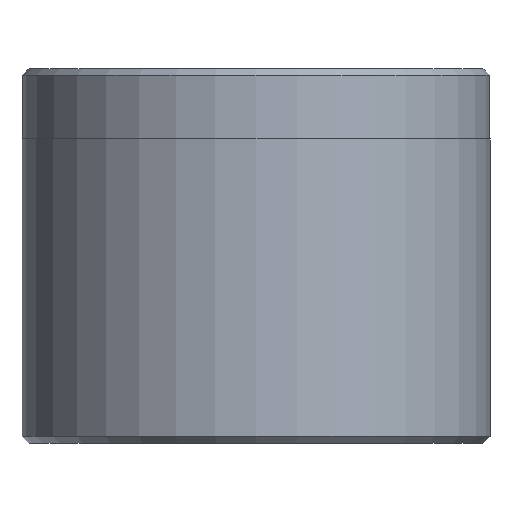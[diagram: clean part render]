
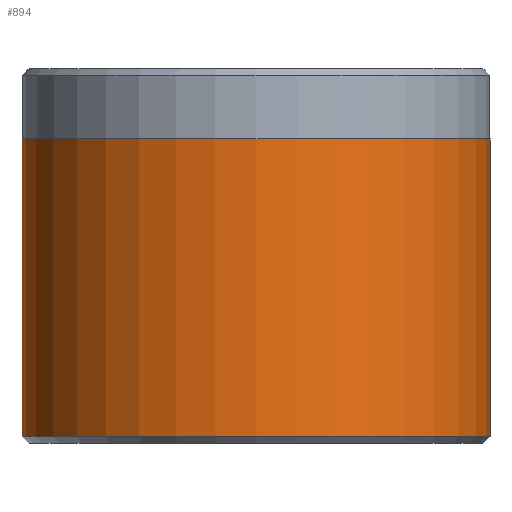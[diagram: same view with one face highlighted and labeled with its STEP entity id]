
A CAD part, front view. The second image highlights one B-rep face of the part: STEP entity #894.
In plain terms, the highlighted cylindrical face has radius 10 mm (diameter 20 mm), a partial arc.
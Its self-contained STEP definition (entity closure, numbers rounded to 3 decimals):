
#97 = VERTEX_POINT ( 'NONE', #1745 ) ;
#111 = DIRECTION ( 'NONE',  ( 0., 0., 1. ) ) ;
#158 = AXIS2_PLACEMENT_3D ( 'NONE', #517, #219, #983 ) ;
#170 = AXIS2_PLACEMENT_3D ( 'NONE', #982, #633, #1005 ) ;
#219 = DIRECTION ( 'NONE',  ( 0., 0., 1. ) ) ;
#240 = CIRCLE ( 'NONE', #158, 10. ) ;
#281 = CARTESIAN_POINT ( 'NONE',  ( 10., 0., 0.3 ) ) ;
#450 = CARTESIAN_POINT ( 'NONE',  ( -10., 0., 13. ) ) ;
#480 = EDGE_CURVE ( 'NONE', #1321, #521, #1022, .T. ) ;
#517 = CARTESIAN_POINT ( 'NONE',  ( 0., 0., 13. ) ) ;
#521 = VERTEX_POINT ( 'NONE', #281 ) ;
#555 = VECTOR ( 'NONE', #804, 1000. ) ;
#633 = DIRECTION ( 'NONE',  ( 0., 0., -1. ) ) ;
#684 = DIRECTION ( 'NONE',  ( 0., 0., -1. ) ) ;
#723 = CARTESIAN_POINT ( 'NONE',  ( 0., 0., 0.3 ) ) ;
#804 = DIRECTION ( 'NONE',  ( 0., 0., -1. ) ) ;
#869 = DIRECTION ( 'NONE',  ( 1., 0., 0. ) ) ;
#894 = ADVANCED_FACE ( 'NONE', ( #899 ), #1207, .T. ) ;
#899 = FACE_OUTER_BOUND ( 'NONE', #1854, .T. ) ;
#982 = CARTESIAN_POINT ( 'NONE',  ( 0., 0., 16. ) ) ;
#983 = DIRECTION ( 'NONE',  ( 1., 0., 0. ) ) ;
#1005 = DIRECTION ( 'NONE',  ( -1., 0., 0. ) ) ;
#1006 = AXIS2_PLACEMENT_3D ( 'NONE', #723, #111, #869 ) ;
#1011 = ORIENTED_EDGE ( 'NONE', *, *, #1934, .F. ) ;
#1022 = LINE ( 'NONE', #1891, #555 ) ;
#1046 = EDGE_CURVE ( 'NONE', #97, #521, #1419, .T. ) ;
#1098 = LINE ( 'NONE', #1438, #1463 ) ;
#1188 = ORIENTED_EDGE ( 'NONE', *, *, #1046, .T. ) ;
#1207 = CYLINDRICAL_SURFACE ( 'NONE', #170, 10. ) ;
#1266 = ORIENTED_EDGE ( 'NONE', *, *, #1305, .T. ) ;
#1305 = EDGE_CURVE ( 'NONE', #1610, #97, #1098, .T. ) ;
#1321 = VERTEX_POINT ( 'NONE', #1332 ) ;
#1332 = CARTESIAN_POINT ( 'NONE',  ( 10., 0., 13. ) ) ;
#1419 = CIRCLE ( 'NONE', #1006, 10. ) ;
#1438 = CARTESIAN_POINT ( 'NONE',  ( -10., 0., 16. ) ) ;
#1463 = VECTOR ( 'NONE', #684, 1000. ) ;
#1610 = VERTEX_POINT ( 'NONE', #450 ) ;
#1745 = CARTESIAN_POINT ( 'NONE',  ( -10., 0., 0.3 ) ) ;
#1785 = ORIENTED_EDGE ( 'NONE', *, *, #480, .F. ) ;
#1854 = EDGE_LOOP ( 'NONE', ( #1785, #1011, #1266, #1188 ) ) ;
#1891 = CARTESIAN_POINT ( 'NONE',  ( 10., 0., 16. ) ) ;
#1934 = EDGE_CURVE ( 'NONE', #1610, #1321, #240, .T. ) ;
